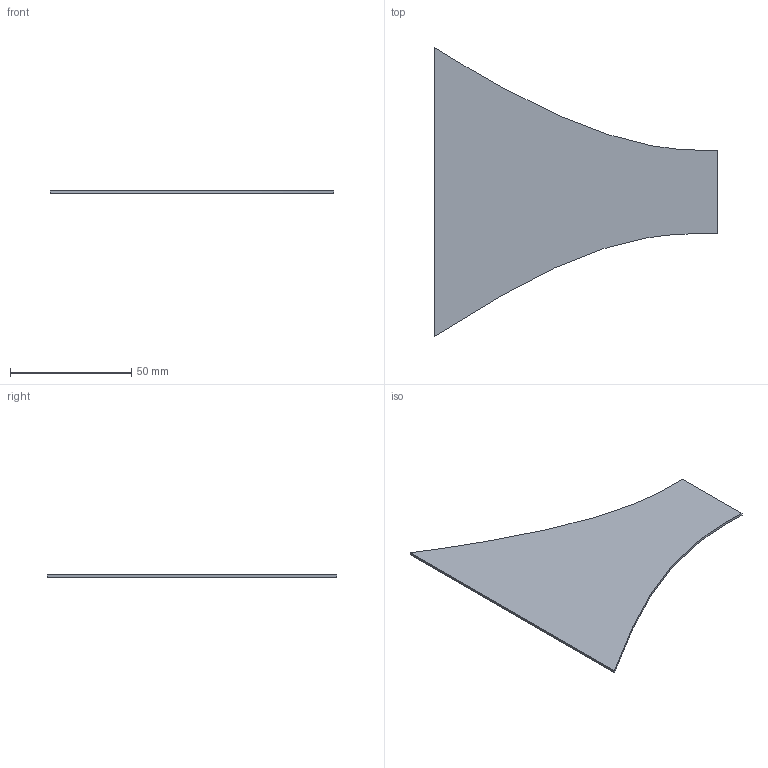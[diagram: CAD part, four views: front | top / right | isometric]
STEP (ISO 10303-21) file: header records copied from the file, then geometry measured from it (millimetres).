
FILE_DESCRIPTION (( 'STEP AP214' ), '1' );
FILE_NAME ('掩雄帣窒蚾饜极3.STEP', '2024-10-29T03:24:08', ( '' ), ( '' ), 'SwSTEP 2.0', 'SolidWorks 2024', '' );
FILE_SCHEMA (( 'AUTOMOTIVE_DESIGN' ));
Length unit declared in the file: millimetre
Products named in the file (1): 被动尾部装配体3
Bounding box: 116.62 x 119.06 x 1 mm (x, y, z)
Volume: 7351.1 mm3; surface area: 15098.6 mm2
Topology: 1 solids, 1 shells, 6 faces, 12 edges, 8 vertices
Faces by surface type: plane 4, bspline 2
Entity records: 207 total; most frequent: CARTESIAN_POINT 69, ORIENTED_EDGE 24, DIRECTION 18, EDGE_CURVE 12, VECTOR 8, LINE 8, VERTEX_POINT 8, ADVANCED_FACE 6
